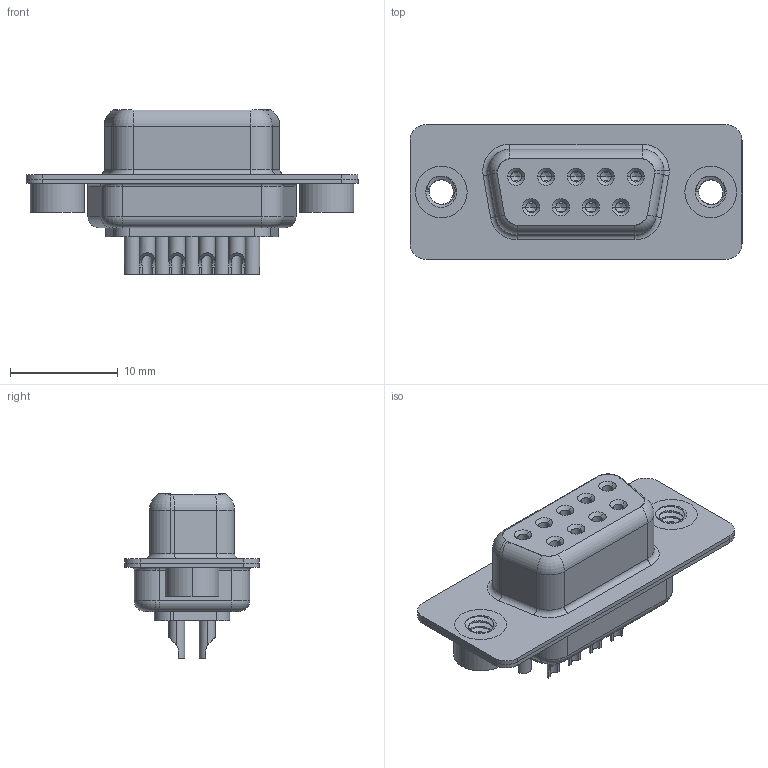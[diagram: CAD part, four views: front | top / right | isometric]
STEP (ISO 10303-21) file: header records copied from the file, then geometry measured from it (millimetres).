
FILE_DESCRIPTION (( 'STEP AP203' ), '1' );
FILE_NAME ('628-M09-222-BT2.STEP', '2021-04-26T13:35:09', ( '' ), ( '' ), 'SwSTEP 2.0', 'SolidWorks 2020', '' );
FILE_SCHEMA (( 'CONFIG_CONTROL_DESIGN' ));
Length unit declared in the file: millimetre
Products named in the file (7): 628M Shell Front_09 Contacts; 628M Contact Row 2_22; 628M 4-40 Threaded Rivet; 628M Housing_09 Contacts; 628M Shell Rear_09 Contacts; 628M Contact Row 1_22; 628-M09-222-BT2
Assembly tree (14 placements, depth 2):
  628-M09-222-BT2
    628M Housing_09 Contacts
    628M Shell Front_09 Contacts
    628M Shell Rear_09 Contacts
    628M Contact Row 1_22  x5
    628M Contact Row 2_22  x4
    628M 4-40 Threaded Rivet  x2
Bounding box: 30.8 x 12.5 x 15.3 mm (x, y, z)
Volume: 1716.6 mm3; surface area: 4507.7 mm2
Topology: 14 solids, 14 shells, 774 faces, 1911 edges, 1185 vertices
Faces by surface type: cylinder 326, plane 220, torus 135, cone 87, bspline 6
Entity records: 15616 total; most frequent: CARTESIAN_POINT 4007, DIRECTION 2407, ORIENTED_EDGE 2130, EDGE_CURVE 1065, AXIS2_PLACEMENT_3D 996, VERTEX_POINT 670, CIRCLE 535, EDGE_LOOP 519
